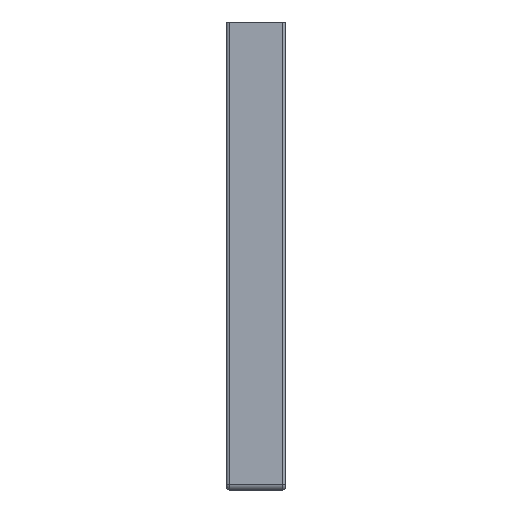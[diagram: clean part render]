
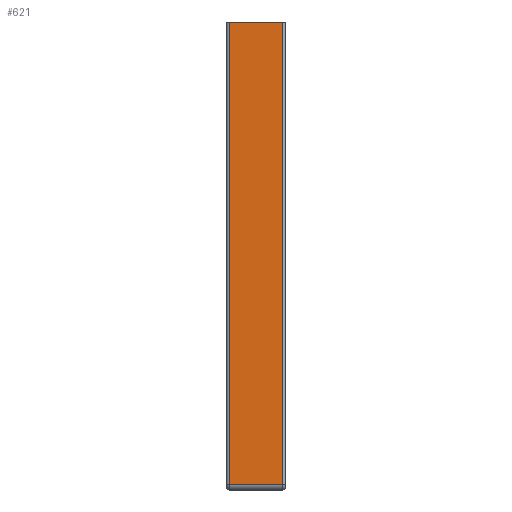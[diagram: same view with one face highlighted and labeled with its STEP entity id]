
A CAD part, left-side view. The second image highlights one B-rep face of the part: STEP entity #621.
In plain terms, the highlighted planar face has unit normal (-1, 0, 0).
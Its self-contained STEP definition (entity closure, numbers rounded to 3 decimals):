
#5 = DIRECTION ( 'NONE',  ( 0., 0., 1. ) ) ;
#26 = LINE ( 'NONE', #803, #784 ) ;
#37 = VECTOR ( 'NONE', #5, 1000. ) ;
#53 = DIRECTION ( 'NONE',  ( 0., 0., -1. ) ) ;
#110 = ORIENTED_EDGE ( 'NONE', *, *, #152, .F. ) ;
#127 = DIRECTION ( 'NONE',  ( 0., -1., 0. ) ) ;
#137 = ORIENTED_EDGE ( 'NONE', *, *, #454, .T. ) ;
#152 = EDGE_CURVE ( 'NONE', #158, #269, #500, .T. ) ;
#158 = VERTEX_POINT ( 'NONE', #348 ) ;
#247 = ORIENTED_EDGE ( 'NONE', *, *, #255, .T. ) ;
#255 = EDGE_CURVE ( 'NONE', #293, #269, #386, .T. ) ;
#269 = VERTEX_POINT ( 'NONE', #318 ) ;
#293 = VERTEX_POINT ( 'NONE', #744 ) ;
#318 = CARTESIAN_POINT ( 'NONE',  ( -592.5, 5., 393.5 ) ) ;
#348 = CARTESIAN_POINT ( 'NONE',  ( -592.5, 95., 393.5 ) ) ;
#381 = DIRECTION ( 'NONE',  ( 0., 0., -1. ) ) ;
#386 = LINE ( 'NONE', #706, #37 ) ;
#390 = VERTEX_POINT ( 'NONE', #480 ) ;
#406 = DIRECTION ( 'NONE',  ( 0., -1., 0. ) ) ;
#451 = EDGE_CURVE ( 'NONE', #390, #293, #26, .T. ) ;
#454 = EDGE_CURVE ( 'NONE', #158, #390, #488, .T. ) ;
#468 = FACE_OUTER_BOUND ( 'NONE', #847, .T. ) ;
#480 = CARTESIAN_POINT ( 'NONE',  ( -592.5, 95., -383.5 ) ) ;
#488 = LINE ( 'NONE', #814, #741 ) ;
#500 = LINE ( 'NONE', #873, #825 ) ;
#507 = AXIS2_PLACEMENT_3D ( 'NONE', #580, #842, #381 ) ;
#521 = ORIENTED_EDGE ( 'NONE', *, *, #451, .T. ) ;
#580 = CARTESIAN_POINT ( 'NONE',  ( -592.5, 100., 393.5 ) ) ;
#621 = ADVANCED_FACE ( 'NONE', ( #468 ), #780, .F. ) ;
#706 = CARTESIAN_POINT ( 'NONE',  ( -592.5, 5., 393.5 ) ) ;
#741 = VECTOR ( 'NONE', #53, 1000. ) ;
#744 = CARTESIAN_POINT ( 'NONE',  ( -592.5, 5., -383.5 ) ) ;
#780 = PLANE ( 'NONE',  #507 ) ;
#784 = VECTOR ( 'NONE', #127, 1000. ) ;
#803 = CARTESIAN_POINT ( 'NONE',  ( -592.5, 100., -383.5 ) ) ;
#814 = CARTESIAN_POINT ( 'NONE',  ( -592.5, 95., -383.5 ) ) ;
#825 = VECTOR ( 'NONE', #406, 1000. ) ;
#842 = DIRECTION ( 'NONE',  ( 1., 0., 0. ) ) ;
#847 = EDGE_LOOP ( 'NONE', ( #521, #247, #110, #137 ) ) ;
#873 = CARTESIAN_POINT ( 'NONE',  ( -592.5, 100., 393.5 ) ) ;
